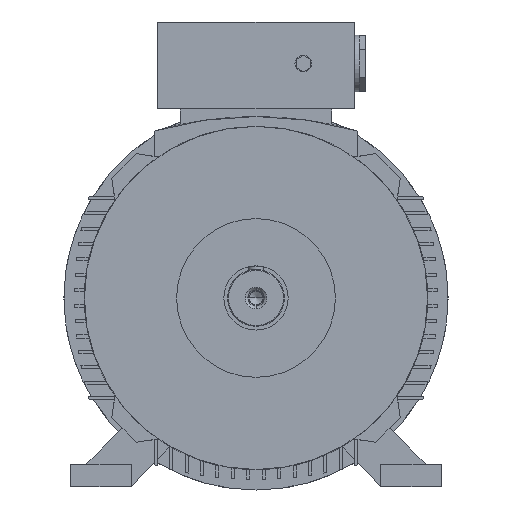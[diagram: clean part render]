
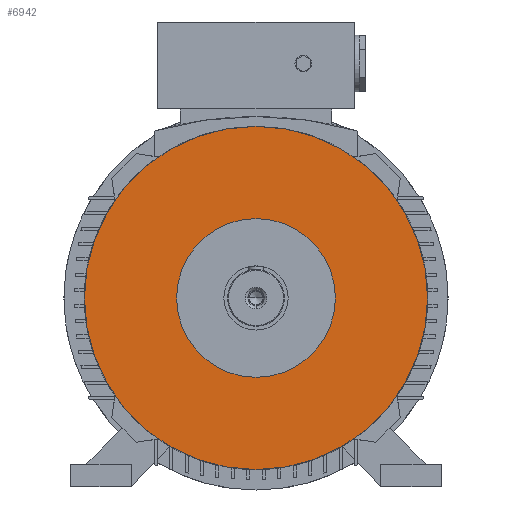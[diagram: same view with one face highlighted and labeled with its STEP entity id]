
A CAD part, front view. The second image highlights one B-rep face of the part: STEP entity #6942.
In plain terms, the highlighted planar face has unit normal (0, -1, 0).
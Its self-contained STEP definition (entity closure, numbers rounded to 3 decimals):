
#633 = EDGE_LOOP ( 'NONE', ( #2563, #2562 ) ) ;
#638 = EDGE_LOOP ( 'NONE', ( #2561, #2560 ) ) ;
#833 = DIRECTION ( 'NONE',  ( 0., 0., -1. ) ) ;
#834 = DIRECTION ( 'NONE',  ( 0., -1., 0. ) ) ;
#840 = CARTESIAN_POINT ( 'NONE',  ( 166., 43., 0. ) ) ;
#842 = PLANE ( 'NONE',  #7165 ) ;
#2560 = ORIENTED_EDGE ( 'NONE', *, *, #4175, .T. ) ;
#2561 = ORIENTED_EDGE ( 'NONE', *, *, #4638, .T. ) ;
#2562 = ORIENTED_EDGE ( 'NONE', *, *, #3753, .F. ) ;
#2563 = ORIENTED_EDGE ( 'NONE', *, *, #4117, .F. ) ;
#3753 = EDGE_CURVE ( 'NONE', #8204, #8314, #11528, .T. ) ;
#4117 = EDGE_CURVE ( 'NONE', #8314, #8204, #11726, .T. ) ;
#4175 = EDGE_CURVE ( 'NONE', #7677, #7666, #11893, .T. ) ;
#4467 = DIRECTION ( 'NONE',  ( 0., 0., 1. ) ) ;
#4497 = DIRECTION ( 'NONE',  ( 0., 1., 0. ) ) ;
#4638 = EDGE_CURVE ( 'NONE', #7666, #7677, #10992, .T. ) ;
#4782 = CARTESIAN_POINT ( 'NONE',  ( 0., 43., 0. ) ) ;
#4860 = AXIS2_PLACEMENT_3D ( 'NONE', #6157, #6154, #6153 ) ;
#4959 = AXIS2_PLACEMENT_3D ( 'NONE', #10606, #10563, #10562 ) ;
#4983 = AXIS2_PLACEMENT_3D ( 'NONE', #10017, #10012, #10009 ) ;
#5111 = AXIS2_PLACEMENT_3D ( 'NONE', #4782, #4497, #4467 ) ;
#6153 = DIRECTION ( 'NONE',  ( 0., 0., 1. ) ) ;
#6154 = DIRECTION ( 'NONE',  ( 0., 1., 0. ) ) ;
#6157 = CARTESIAN_POINT ( 'NONE',  ( 0., 43., 0. ) ) ;
#6942 = ADVANCED_FACE ( 'NONE', ( #12744, #12748 ), #842, .T. ) ;
#7165 = AXIS2_PLACEMENT_3D ( 'NONE', #840, #834, #833 ) ;
#7666 = VERTEX_POINT ( 'NONE', #9115 ) ;
#7677 = VERTEX_POINT ( 'NONE', #9122 ) ;
#8204 = VERTEX_POINT ( 'NONE', #9569 ) ;
#8314 = VERTEX_POINT ( 'NONE', #9673 ) ;
#9115 = CARTESIAN_POINT ( 'NONE',  ( 0., 43., 105. ) ) ;
#9122 = CARTESIAN_POINT ( 'NONE',  ( 0., 43., -105. ) ) ;
#9569 = CARTESIAN_POINT ( 'NONE',  ( 0., 43., -227. ) ) ;
#9673 = CARTESIAN_POINT ( 'NONE',  ( 0., 43., 227. ) ) ;
#10009 = DIRECTION ( 'NONE',  ( 0., 0., 1. ) ) ;
#10012 = DIRECTION ( 'NONE',  ( 0., 1., 0. ) ) ;
#10017 = CARTESIAN_POINT ( 'NONE',  ( 0., 43., 0. ) ) ;
#10562 = DIRECTION ( 'NONE',  ( 0., 0., 1. ) ) ;
#10563 = DIRECTION ( 'NONE',  ( 0., 1., 0. ) ) ;
#10606 = CARTESIAN_POINT ( 'NONE',  ( 0., 43., 0. ) ) ;
#10992 = CIRCLE ( 'NONE', #5111, 105. ) ;
#11528 = CIRCLE ( 'NONE', #4860, 227. ) ;
#11726 = CIRCLE ( 'NONE', #4959, 227. ) ;
#11893 = CIRCLE ( 'NONE', #4983, 105. ) ;
#12744 = FACE_OUTER_BOUND ( 'NONE', #633, .T. ) ;
#12748 = FACE_BOUND ( 'NONE', #638, .T. ) ;
